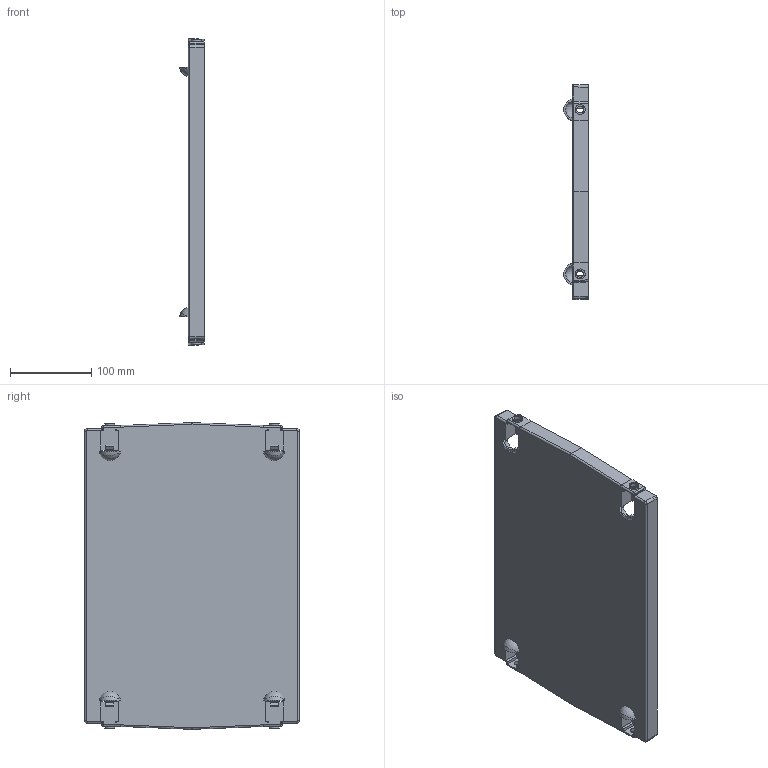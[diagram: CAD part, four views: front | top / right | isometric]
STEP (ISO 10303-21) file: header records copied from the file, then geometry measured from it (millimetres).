
FILE_DESCRIPTION((''),'2;1');
FILE_NAME('GW46414','2021-03-24T14:09:46',('User'),('Axiro Italia'),'CREO PARAMETRIC BY PTC INC, 2020354','CREO PARAMETRIC BY PTC INC, 2020354','');
FILE_SCHEMA(('CONFIG_CONTROL_DESIGN'));
Length unit declared in the file: millimetre
Products named in the file (1): GW46414
Bounding box: 30.34 x 263.86 x 376.86 mm (x, y, z)
Volume: 300930 mm3; surface area: 252051.8 mm2
Topology: 1 solids, 1 shells, 207 faces, 570 edges, 362 vertices
Faces by surface type: plane 131, cylinder 52, sphere 16, bspline 8
Entity records: 7758 total; most frequent: CARTESIAN_POINT 2551, ORIENTED_EDGE 1116, DIRECTION 986, EDGE_CURVE 558, VECTOR 420, LINE 420, VERTEX_POINT 362, AXIS2_PLACEMENT_3D 283
